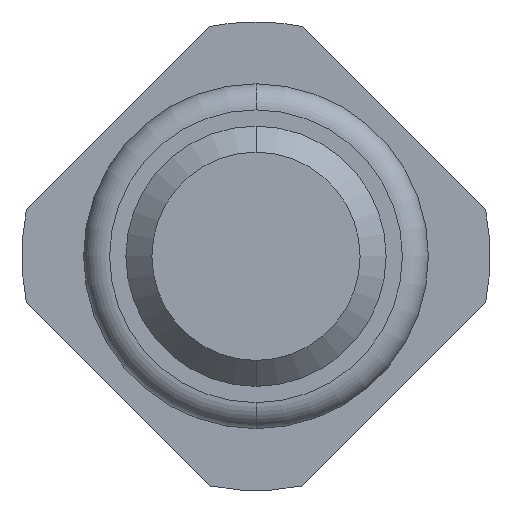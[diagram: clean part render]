
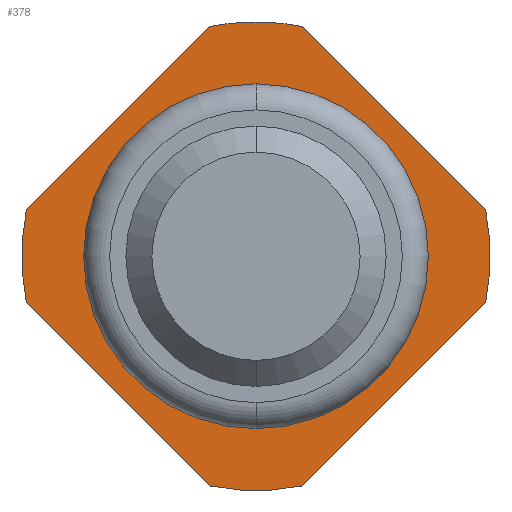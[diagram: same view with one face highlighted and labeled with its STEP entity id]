
A CAD part, front view. The second image highlights one B-rep face of the part: STEP entity #378.
In plain terms, the highlighted planar face has unit normal (0, -1, 0).
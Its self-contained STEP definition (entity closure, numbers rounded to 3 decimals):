
#107 = CARTESIAN_POINT ( 'NONE',  ( 0., -2., 0. ) ) ;
#123 = CIRCLE ( 'NONE', #2888, 1.325 ) ;
#168 = AXIS2_PLACEMENT_3D ( 'NONE', #2934, #783, #2278 ) ;
#181 = CARTESIAN_POINT ( 'NONE',  ( 0., -2., 0. ) ) ;
#227 = FACE_BOUND ( 'NONE', #3279, .T. ) ;
#268 = CIRCLE ( 'NONE', #2357, 1.8 ) ;
#277 = VERTEX_POINT ( 'NONE', #1204 ) ;
#340 = DIRECTION ( 'NONE',  ( 0., 0., 1. ) ) ;
#378 = ADVANCED_FACE ( 'Defeature ausgef�hrt3_0', ( #227, #2718 ), #1067, .F. ) ;
#513 = LINE ( 'NONE', #1064, #3077 ) ;
#585 = DIRECTION ( 'NONE',  ( 0., 0., 1. ) ) ;
#600 = EDGE_CURVE ( 'Defeature ausgef�hrt3_0+Defeature ausgef�hrt3_12+Defeature ausgef�hrt3_12+Defeature ausgef�hrt3_12', #3355, #2770, #123, .T. ) ;
#624 = VERTEX_POINT ( 'NONE', #3323 ) ;
#645 = DIRECTION ( 'NONE',  ( 0., 1., 0. ) ) ;
#690 = DIRECTION ( 'NONE',  ( 0., 1., 0. ) ) ;
#693 = CARTESIAN_POINT ( 'NONE',  ( 0.357, -2., -1.764 ) ) ;
#720 = AXIS2_PLACEMENT_3D ( 'NONE', #1685, #3803, #2309 ) ;
#722 = DIRECTION ( 'NONE',  ( 0.707, 0., -0.707 ) ) ;
#768 = DIRECTION ( 'NONE',  ( 0., 1., 0. ) ) ;
#783 = DIRECTION ( 'NONE',  ( 0., 1., 0. ) ) ;
#802 = LINE ( 'NONE', #3607, #1278 ) ;
#850 = CARTESIAN_POINT ( 'NONE',  ( 0., -2., 0. ) ) ;
#854 = DIRECTION ( 'NONE',  ( -0.707, 0., -0.707 ) ) ;
#895 = CARTESIAN_POINT ( 'NONE',  ( 0., -2., 0. ) ) ;
#907 = VERTEX_POINT ( 'NONE', #1726 ) ;
#974 = AXIS2_PLACEMENT_3D ( 'NONE', #107, #768, #2860 ) ;
#1031 = EDGE_CURVE ( 'Defeature ausgef�hrt3_18+Defeature ausgef�hrt3_0+Defeature ausgef�hrt3_2+Defeature ausgef�hrt3_1', #624, #3611, #2657, .T. ) ;
#1064 = CARTESIAN_POINT ( 'NONE',  ( -0.161, -2., 1.961 ) ) ;
#1067 = PLANE ( 'NONE',  #168 ) ;
#1142 = DIRECTION ( 'NONE',  ( 0., 1., 0. ) ) ;
#1175 = CARTESIAN_POINT ( 'NONE',  ( -1.764, -2., -0.357 ) ) ;
#1204 = CARTESIAN_POINT ( 'NONE',  ( -0.357, -2., -1.764 ) ) ;
#1216 = ORIENTED_EDGE ( 'NONE', *, *, #2981, .F. ) ;
#1278 = VECTOR ( 'NONE', #854, 1000. ) ;
#1331 = VERTEX_POINT ( 'NONE', #1175 ) ;
#1414 = CIRCLE ( 'NONE', #720, 1.325 ) ;
#1549 = ORIENTED_EDGE ( 'NONE', *, *, #1623, .F. ) ;
#1550 = EDGE_CURVE ( 'Defeature ausgef�hrt3_2+Defeature ausgef�hrt3_0+Defeature ausgef�hrt3_17+Defeature ausgef�hrt3_18', #2962, #1581, #2894, .T. ) ;
#1581 = VERTEX_POINT ( 'NONE', #2885 ) ;
#1613 = CARTESIAN_POINT ( 'NONE',  ( 1.961, -2., 0.161 ) ) ;
#1623 = EDGE_CURVE ( 'Defeature ausgef�hrt3_1+Defeature ausgef�hrt3_0+Defeature ausgef�hrt3_18+Defeature ausgef�hrt3_15', #3611, #907, #3031, .T. ) ;
#1643 = CARTESIAN_POINT ( 'NONE',  ( -1.764, -2., 0.357 ) ) ;
#1647 = CARTESIAN_POINT ( 'NONE',  ( -0.357, -2., 1.764 ) ) ;
#1685 = CARTESIAN_POINT ( 'NONE',  ( 0., -2., 0. ) ) ;
#1726 = CARTESIAN_POINT ( 'NONE',  ( 1.764, -2., -0.357 ) ) ;
#1881 = CARTESIAN_POINT ( 'NONE',  ( 0., -2., -1.325 ) ) ;
#1937 = VECTOR ( 'NONE', #2679, 1000. ) ;
#2010 = CARTESIAN_POINT ( 'NONE',  ( 1.764, -2., 0.357 ) ) ;
#2264 = EDGE_LOOP ( 'NONE', ( #3913, #3578, #3754, #1216, #3182, #3960, #3622, #3262, #1549 ) ) ;
#2278 = DIRECTION ( 'NONE',  ( 0., 0., 1. ) ) ;
#2283 = ORIENTED_EDGE ( 'NONE', *, *, #600, .T. ) ;
#2299 = AXIS2_PLACEMENT_3D ( 'NONE', #895, #3594, #3571 ) ;
#2309 = DIRECTION ( 'NONE',  ( 0., 0., 1. ) ) ;
#2318 = DIRECTION ( 'NONE',  ( 0., 1., 0. ) ) ;
#2343 = VERTEX_POINT ( 'NONE', #1643 ) ;
#2357 = AXIS2_PLACEMENT_3D ( 'NONE', #2441, #645, #340 ) ;
#2365 = CARTESIAN_POINT ( 'NONE',  ( -0.161, -2., -1.961 ) ) ;
#2441 = CARTESIAN_POINT ( 'NONE',  ( 0., -2., 0. ) ) ;
#2471 = EDGE_CURVE ( 'Defeature ausgef�hrt3_0+Defeature ausgef�hrt3_12+Defeature ausgef�hrt3_12+Defeature ausgef�hrt3_12', #2770, #3355, #1414, .T. ) ;
#2478 = ORIENTED_EDGE ( 'NONE', *, *, #2471, .T. ) ;
#2524 = EDGE_CURVE ( 'Defeature ausgef�hrt3_15+Defeature ausgef�hrt3_0+Defeature ausgef�hrt3_1+Defeature ausgef�hrt3_4', #907, #3353, #802, .T. ) ;
#2541 = DIRECTION ( 'NONE',  ( 0., 0., 1. ) ) ;
#2571 = EDGE_CURVE ( 'Defeature ausgef�hrt3_3+Defeature ausgef�hrt3_0+Defeature ausgef�hrt3_16+Defeature ausgef�hrt3_17', #1331, #2343, #3224, .T. ) ;
#2657 = LINE ( 'NONE', #1613, #3037 ) ;
#2679 = DIRECTION ( 'NONE',  ( -0.707, 0., 0.707 ) ) ;
#2718 = FACE_OUTER_BOUND ( 'NONE', #2264, .T. ) ;
#2770 = VERTEX_POINT ( 'NONE', #3644 ) ;
#2777 = EDGE_CURVE ( 'Defeature ausgef�hrt3_4+Defeature ausgef�hrt3_0+Defeature ausgef�hrt3_15+Defeature ausgef�hrt3_16', #3353, #277, #3505, .T. ) ;
#2824 = CARTESIAN_POINT ( 'NONE',  ( 0., -2., 0. ) ) ;
#2832 = DIRECTION ( 'NONE',  ( 0.707, 0., 0.707 ) ) ;
#2860 = DIRECTION ( 'NONE',  ( 0., 0., 1. ) ) ;
#2885 = CARTESIAN_POINT ( 'NONE',  ( 0., -2., 1.8 ) ) ;
#2888 = AXIS2_PLACEMENT_3D ( 'NONE', #850, #1142, #585 ) ;
#2894 = CIRCLE ( 'NONE', #3139, 1.8 ) ;
#2934 = CARTESIAN_POINT ( 'NONE',  ( 1.8, -2., 0. ) ) ;
#2962 = VERTEX_POINT ( 'NONE', #1647 ) ;
#2981 = EDGE_CURVE ( 'Defeature ausgef�hrt3_17+Defeature ausgef�hrt3_0+Defeature ausgef�hrt3_3+Defeature ausgef�hrt3_2', #2343, #2962, #513, .T. ) ;
#2995 = AXIS2_PLACEMENT_3D ( 'NONE', #2824, #690, #2541 ) ;
#3031 = CIRCLE ( 'NONE', #974, 1.8 ) ;
#3037 = VECTOR ( 'NONE', #722, 1000. ) ;
#3077 = VECTOR ( 'NONE', #2832, 1000. ) ;
#3139 = AXIS2_PLACEMENT_3D ( 'NONE', #181, #2318, #3588 ) ;
#3176 = EDGE_CURVE ( 'Defeature ausgef�hrt3_16+Defeature ausgef�hrt3_0+Defeature ausgef�hrt3_4+Defeature ausgef�hrt3_3', #277, #1331, #3849, .T. ) ;
#3182 = ORIENTED_EDGE ( 'NONE', *, *, #2571, .F. ) ;
#3224 = CIRCLE ( 'NONE', #2299, 1.8 ) ;
#3262 = ORIENTED_EDGE ( 'NONE', *, *, #2524, .F. ) ;
#3279 = EDGE_LOOP ( 'NONE', ( #2478, #2283 ) ) ;
#3323 = CARTESIAN_POINT ( 'NONE',  ( 0.357, -2., 1.764 ) ) ;
#3353 = VERTEX_POINT ( 'NONE', #693 ) ;
#3355 = VERTEX_POINT ( 'NONE', #1881 ) ;
#3505 = CIRCLE ( 'NONE', #2995, 1.8 ) ;
#3571 = DIRECTION ( 'NONE',  ( 0., 0., 1. ) ) ;
#3578 = ORIENTED_EDGE ( 'NONE', *, *, #3798, .F. ) ;
#3588 = DIRECTION ( 'NONE',  ( 0., 0., 1. ) ) ;
#3594 = DIRECTION ( 'NONE',  ( 0., 1., 0. ) ) ;
#3607 = CARTESIAN_POINT ( 'NONE',  ( 1.961, -2., -0.161 ) ) ;
#3611 = VERTEX_POINT ( 'NONE', #2010 ) ;
#3622 = ORIENTED_EDGE ( 'NONE', *, *, #2777, .F. ) ;
#3644 = CARTESIAN_POINT ( 'NONE',  ( 0., -2., 1.325 ) ) ;
#3754 = ORIENTED_EDGE ( 'NONE', *, *, #1550, .F. ) ;
#3798 = EDGE_CURVE ( 'Defeature ausgef�hrt3_2+Defeature ausgef�hrt3_0+Defeature ausgef�hrt3_17+Defeature ausgef�hrt3_18', #1581, #624, #268, .T. ) ;
#3803 = DIRECTION ( 'NONE',  ( 0., 1., 0. ) ) ;
#3849 = LINE ( 'NONE', #2365, #1937 ) ;
#3913 = ORIENTED_EDGE ( 'NONE', *, *, #1031, .F. ) ;
#3960 = ORIENTED_EDGE ( 'NONE', *, *, #3176, .F. ) ;
